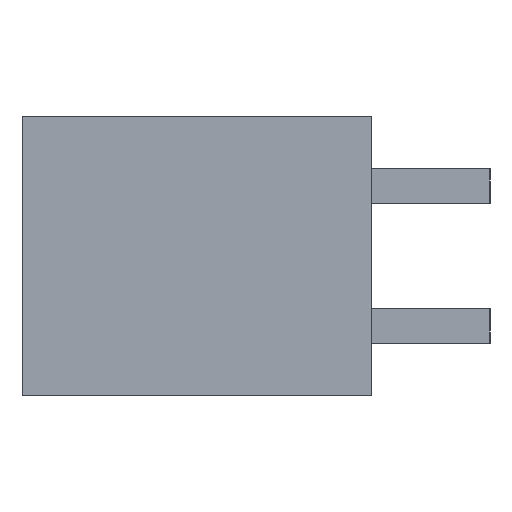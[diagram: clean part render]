
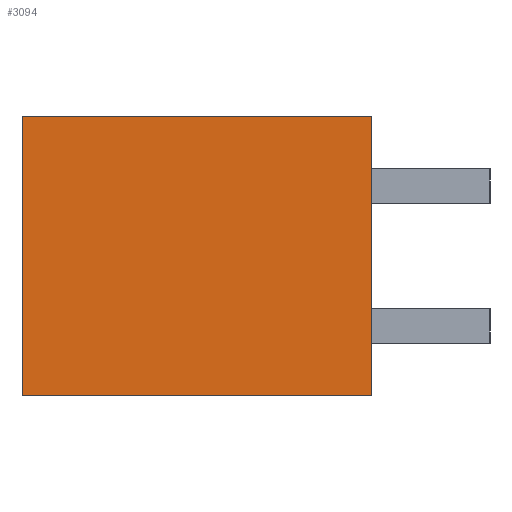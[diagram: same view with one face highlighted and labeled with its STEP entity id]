
A CAD part, left-side view. The second image highlights one B-rep face of the part: STEP entity #3094.
In plain terms, the highlighted planar face has unit normal (-1, 0, 0).
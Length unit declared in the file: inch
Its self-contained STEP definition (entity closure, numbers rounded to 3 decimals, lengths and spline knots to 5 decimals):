
#3094 = ADVANCED_FACE( '', ( #6442 ), #6443, .F. );
#6442 = FACE_OUTER_BOUND( '', #9918, .T. );
#6443 = PLANE( '', #9919 );
#9918 = EDGE_LOOP( '', ( #19894, #19895, #19896, #19897 ) );
#9919 = AXIS2_PLACEMENT_3D( '', #19898, #19899, #19900 );
#19894 = ORIENTED_EDGE( '', *, *, #24749, .T. );
#19895 = ORIENTED_EDGE( '', *, *, #24870, .F. );
#19896 = ORIENTED_EDGE( '', *, *, #25035, .F. );
#19897 = ORIENTED_EDGE( '', *, *, #24174, .T. );
#19898 = CARTESIAN_POINT( '', ( -1.26, 0.25, -0.1 ) );
#19899 = DIRECTION( '', ( 1., 0., 0. ) );
#19900 = DIRECTION( '', ( 0., 0., -1. ) );
#24174 = EDGE_CURVE( '', #30339, #30337, #30340, .T. );
#24749 = EDGE_CURVE( '', #30337, #31052, #31054, .T. );
#24870 = EDGE_CURVE( '', #31188, #31052, #31190, .T. );
#25035 = EDGE_CURVE( '', #30339, #31188, #31374, .T. );
#30337 = VERTEX_POINT( '', #39153 );
#30339 = VERTEX_POINT( '', #39156 );
#30340 = LINE( '', #39157, #39158 );
#31052 = VERTEX_POINT( '', #40223 );
#31054 = LINE( '', #40226, #40227 );
#31188 = VERTEX_POINT( '', #40422 );
#31190 = LINE( '', #40425, #40426 );
#31374 = LINE( '', #40695, #40696 );
#39153 = CARTESIAN_POINT( '', ( -1.26, 0., -0.1 ) );
#39156 = CARTESIAN_POINT( '', ( -1.26, 0.25, -0.1 ) );
#39157 = CARTESIAN_POINT( '', ( -1.26, 0.25, -0.1 ) );
#39158 = VECTOR( '', #43755, 39.37008 );
#40223 = CARTESIAN_POINT( '', ( -1.26, 0., 0.1 ) );
#40226 = CARTESIAN_POINT( '', ( -1.26, 0., -0.1 ) );
#40227 = VECTOR( '', #44158, 39.37008 );
#40422 = CARTESIAN_POINT( '', ( -1.26, 0.25, 0.1 ) );
#40425 = CARTESIAN_POINT( '', ( -1.26, 0.25, 0.1 ) );
#40426 = VECTOR( '', #44227, 39.37008 );
#40695 = CARTESIAN_POINT( '', ( -1.26, 0.25, -0.1 ) );
#40696 = VECTOR( '', #44328, 39.37008 );
#43755 = DIRECTION( '', ( 0., -1., 0. ) );
#44158 = DIRECTION( '', ( 0., 0., 1. ) );
#44227 = DIRECTION( '', ( 0., -1., 0. ) );
#44328 = DIRECTION( '', ( 0., 0., 1. ) );
